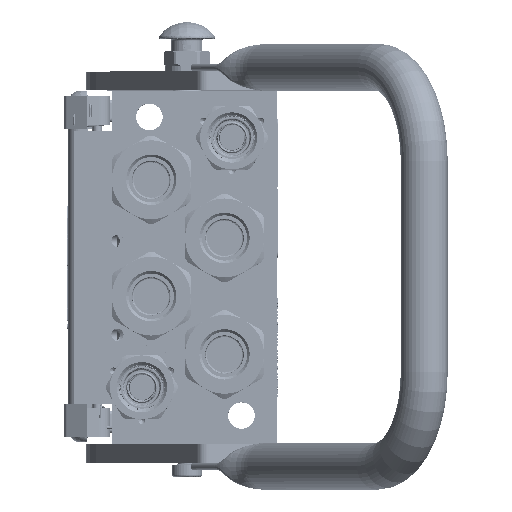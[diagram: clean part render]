
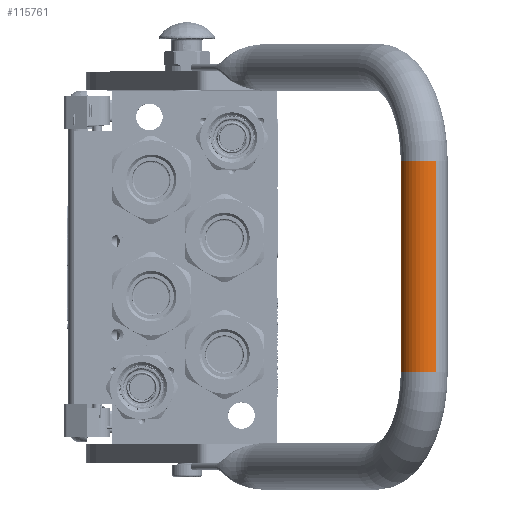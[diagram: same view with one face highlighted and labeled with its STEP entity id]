
A CAD part, top view. The second image highlights one B-rep face of the part: STEP entity #115761.
In plain terms, the highlighted cylindrical face has radius 12.5 mm (diameter 25 mm), a partial arc.
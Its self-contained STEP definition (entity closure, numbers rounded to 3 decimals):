
#562 = DIRECTION ( 'NONE',  ( 1., 0., 0. ) ) ;
#9537 = DIRECTION ( 'NONE',  ( 0., 0., 1. ) ) ;
#11566 = ORIENTED_EDGE ( 'NONE', *, *, #54625, .F. ) ;
#21661 = EDGE_CURVE ( 'NONE', #134362, #86055, #92572, .T. ) ;
#24245 = CIRCLE ( 'NONE', #85393, 12.5 ) ;
#34534 = CIRCLE ( 'NONE', #53534, 12.5 ) ;
#34678 = VECTOR ( 'NONE', #62892, 1000. ) ;
#37423 = CARTESIAN_POINT ( 'NONE',  ( -56.25, 0., 167.5 ) ) ;
#41503 = DIRECTION ( 'NONE',  ( 0., 0., 1. ) ) ;
#53534 = AXIS2_PLACEMENT_3D ( 'NONE', #149917, #562, #41503 ) ;
#54625 = EDGE_CURVE ( 'NONE', #86055, #159546, #34534, .T. ) ;
#58110 = LINE ( 'NONE', #78336, #34678 ) ;
#61086 = DIRECTION ( 'NONE',  ( 1., 0., 0. ) ) ;
#62499 = EDGE_CURVE ( 'NONE', #134362, #157847, #24245, .T. ) ;
#62892 = DIRECTION ( 'NONE',  ( 1., 0., 0. ) ) ;
#78336 = CARTESIAN_POINT ( 'NONE',  ( -56.25, 0., 155. ) ) ;
#83754 = CARTESIAN_POINT ( 'NONE',  ( 56.25, 0., 155. ) ) ;
#85393 = AXIS2_PLACEMENT_3D ( 'NONE', #37423, #91055, #9537 ) ;
#86055 = VERTEX_POINT ( 'NONE', #148920 ) ;
#91055 = DIRECTION ( 'NONE',  ( 1., 0., 0. ) ) ;
#92572 = LINE ( 'NONE', #112923, #98900 ) ;
#93647 = EDGE_LOOP ( 'NONE', ( #124655, #11566, #138802, #125841 ) ) ;
#98900 = VECTOR ( 'NONE', #61086, 1000. ) ;
#105925 = AXIS2_PLACEMENT_3D ( 'NONE', #106698, #119238, #172781 ) ;
#106698 = CARTESIAN_POINT ( 'NONE',  ( -56.25, 0., 167.5 ) ) ;
#110000 = FACE_OUTER_BOUND ( 'NONE', #93647, .T. ) ;
#112923 = CARTESIAN_POINT ( 'NONE',  ( -56.25, 0., 180. ) ) ;
#115761 = ADVANCED_FACE ( 'NONE', ( #110000 ), #161012, .T. ) ;
#119238 = DIRECTION ( 'NONE',  ( -1., 0., 0. ) ) ;
#124655 = ORIENTED_EDGE ( 'NONE', *, *, #130614, .T. ) ;
#125841 = ORIENTED_EDGE ( 'NONE', *, *, #62499, .T. ) ;
#130614 = EDGE_CURVE ( 'NONE', #157847, #159546, #58110, .T. ) ;
#134362 = VERTEX_POINT ( 'NONE', #165050 ) ;
#138802 = ORIENTED_EDGE ( 'NONE', *, *, #21661, .F. ) ;
#148920 = CARTESIAN_POINT ( 'NONE',  ( 56.25, 0., 180. ) ) ;
#149917 = CARTESIAN_POINT ( 'NONE',  ( 56.25, 0., 167.5 ) ) ;
#157847 = VERTEX_POINT ( 'NONE', #171894 ) ;
#159546 = VERTEX_POINT ( 'NONE', #83754 ) ;
#161012 = CYLINDRICAL_SURFACE ( 'NONE', #105925, 12.5 ) ;
#165050 = CARTESIAN_POINT ( 'NONE',  ( -56.25, 0., 180. ) ) ;
#171894 = CARTESIAN_POINT ( 'NONE',  ( -56.25, 0., 155. ) ) ;
#172781 = DIRECTION ( 'NONE',  ( 0., 0., -1. ) ) ;
